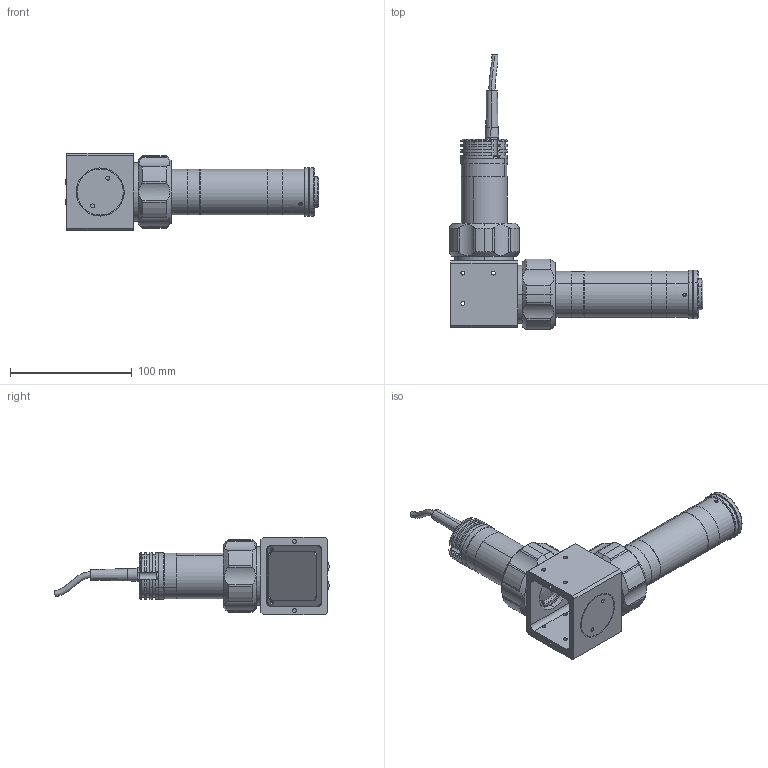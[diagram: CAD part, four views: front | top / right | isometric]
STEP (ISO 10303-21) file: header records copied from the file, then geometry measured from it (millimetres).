
FILE_DESCRIPTION (( 'STEP AP203' ), '1' );
FILE_NAME ('DP71598-C_TCCXQ066-W.step', '2021-11-26T10:31:29', ( '' ), ( '' ), 'SwSTEP 2.0', 'SolidWorks 2021', '' );
FILE_SCHEMA (( 'CONFIG_CONTROL_DESIGN' ));
Length unit declared in the file: millimetre
Products named in the file (1): DP71598-C_TCCXQ066-W
Bounding box: 208.97 x 226.28 x 64 mm (x, y, z)
Surface area: 85777.6 mm2 (no closed solid volume)
Topology: 0 solids, 45 shells, 383 faces, 1160 edges, 822 vertices
Faces by surface type: cylinder 188, plane 147, cone 34, torus 10, sphere 2, bspline 2
Entity records: 14312 total; most frequent: CARTESIAN_POINT 3660, DIRECTION 2316, ORIENTED_EDGE 1951, EDGE_CURVE 1160, AXIS2_PLACEMENT_3D 882, VERTEX_POINT 822, LINE 552, VECTOR 552
